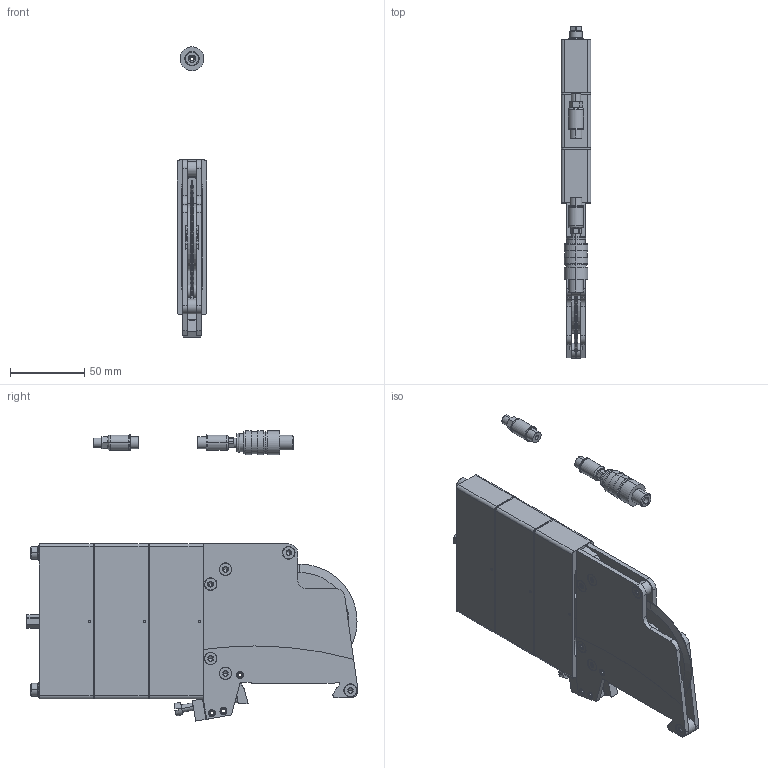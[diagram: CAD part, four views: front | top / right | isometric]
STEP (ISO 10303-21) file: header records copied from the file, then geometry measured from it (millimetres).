
FILE_DESCRIPTION (( 'STEP AP214' ), '1' );
FILE_NAME ('02890.STEP', '2022-06-22T17:35:19', ( '' ), ( '' ), 'SwSTEP 2.0', 'SolidWorks 2021', '' );
FILE_SCHEMA (( 'AUTOMOTIVE_DESIGN' ));
Length unit declared in the file: inch
Products named in the file (1): 02890
Bounding box: 20 x 223 x 195.1 mm (x, y, z)
Surface area: 99133.9 mm2 (no closed solid volume)
Topology: 0 solids, 52 shells, 578 faces, 1849 edges, 1323 vertices
Faces by surface type: cylinder 293, plane 184, cone 85, torus 10, sphere 4, bspline 2
Entity records: 28604 total; most frequent: CARTESIAN_POINT 4297, DIRECTION 3913, ORIENTED_EDGE 2901, EDGE_CURVE 1837, AXIS2_PLACEMENT_3D 1527, VERTEX_POINT 1323, CIRCLE 950, LINE 859
